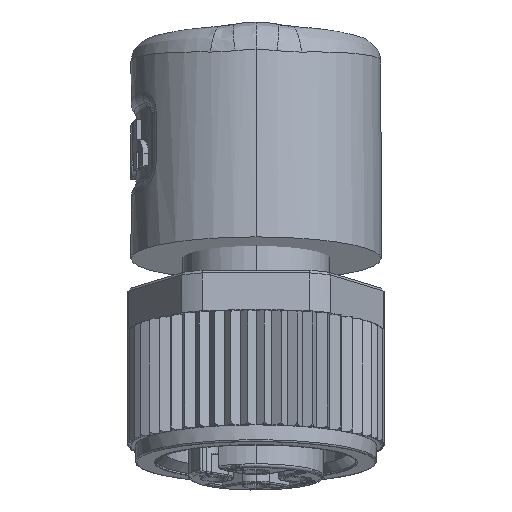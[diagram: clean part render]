
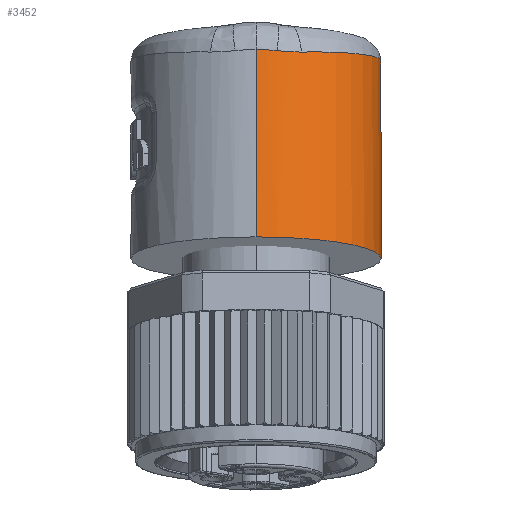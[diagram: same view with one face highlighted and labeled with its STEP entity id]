
A CAD part, front view. The second image highlights one B-rep face of the part: STEP entity #3452.
In plain terms, the highlighted cylindrical face has radius 7.5 mm (diameter 15 mm), a partial arc.
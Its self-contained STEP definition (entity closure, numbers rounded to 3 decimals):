
#3452=ADVANCED_FACE('',(#6924),#6925,.T.);
#6924=FACE_OUTER_BOUND('',#22479,.T.);
#6925=CYLINDRICAL_SURFACE('',#22480,7.5);
#22479=EDGE_LOOP('',(#33841,#33842,#33843,#33844,#33845,#33846,#33847,#33848,#33849,#33850,#33851));
#22480=AXIS2_PLACEMENT_3D('',#33852,#33853,#33854);
#33841=ORIENTED_EDGE('',*,*,#37973,.F.);
#33842=ORIENTED_EDGE('',*,*,#37977,.F.);
#33843=ORIENTED_EDGE('',*,*,#38114,.F.);
#33844=ORIENTED_EDGE('',*,*,#38115,.F.);
#33845=ORIENTED_EDGE('',*,*,#38116,.F.);
#33846=ORIENTED_EDGE('',*,*,#37979,.F.);
#33847=ORIENTED_EDGE('',*,*,#37969,.F.);
#33848=ORIENTED_EDGE('',*,*,#38117,.F.);
#33849=ORIENTED_EDGE('',*,*,#38024,.T.);
#33850=ORIENTED_EDGE('',*,*,#38118,.T.);
#33851=ORIENTED_EDGE('',*,*,#37966,.F.);
#33852=CARTESIAN_POINT('',(0.0,6.646,-7.682));
#33853=DIRECTION('',(0.0,-0.174,-0.985));
#33854=DIRECTION('',(0.0,-0.985,0.174));
#37966=EDGE_CURVE('',#43602,#43598,#43604,.T.);
#37969=EDGE_CURVE('',#43606,#43608,#43609,.T.);
#37973=EDGE_CURVE('',#43612,#43602,#43614,.T.);
#37977=EDGE_CURVE('',#43618,#43612,#43620,.T.);
#37979=EDGE_CURVE('',#43608,#43622,#43623,.T.);
#38024=EDGE_CURVE('',#43683,#43682,#43685,.T.);
#38114=EDGE_CURVE('',#43811,#43618,#43812,.T.);
#38115=EDGE_CURVE('',#43813,#43811,#43814,.T.);
#38116=EDGE_CURVE('',#43622,#43813,#43815,.T.);
#38117=EDGE_CURVE('',#43683,#43606,#43816,.T.);
#38118=EDGE_CURVE('',#43682,#43598,#43817,.T.);
#43598=VERTEX_POINT('',#55065);
#43602=VERTEX_POINT('',#55093);
#43604=B_SPLINE_CURVE_WITH_KNOTS('',3,(#55099,#55100,#55101,#55102,#55103,#55104,#55105,#55106,#55107,#55108,#55109,#55110,#55111,#55112,#55113,#55114,#55115,#55116,#55117,#55118,#55119,#55120),.UNSPECIFIED.,.F.,.F.,(4,1,1,1,1,1,1,1,1,1,1,1,1,1,1,1,1,1,1,4),(0.0,0.053,0.105,0.158,0.211,0.263,0.316,0.368,0.421,0.474,0.526,0.579,0.632,0.684,0.737,0.789,0.842,0.895,0.947,1.0),.UNSPECIFIED.);
#43606=VERTEX_POINT('',#55122);
#43608=VERTEX_POINT('',#55130);
#43609=B_SPLINE_CURVE_WITH_KNOTS('',3,(#55131,#55132,#55133,#55134,#55135,#55136,#55137,#55138),.UNSPECIFIED.,.F.,.F.,(4,1,1,1,1,4),(0.0,0.203,0.406,0.606,0.804,1.0),.UNSPECIFIED.);
#43612=VERTEX_POINT('',#55147);
#43614=B_SPLINE_CURVE_WITH_KNOTS('',3,(#55152,#55153,#55154,#55155,#55156,#55157),.UNSPECIFIED.,.F.,.F.,(4,1,1,4),(0.0,0.333,0.667,1.0),.UNSPECIFIED.);
#43618=VERTEX_POINT('',#55166);
#43620=B_SPLINE_CURVE_WITH_KNOTS('',3,(#55171,#55172,#55173,#55174,#55175,#55176),.UNSPECIFIED.,.F.,.F.,(4,1,1,4),(0.0,0.333,0.667,1.0),.UNSPECIFIED.);
#43622=VERTEX_POINT('',#55178);
#43623=B_SPLINE_CURVE_WITH_KNOTS('',3,(#55179,#55180,#55181,#55182,#55183,#55184),.UNSPECIFIED.,.F.,.F.,(4,1,1,4),(0.0,0.333,0.667,1.0),.UNSPECIFIED.);
#43682=VERTEX_POINT('',#55373);
#43683=VERTEX_POINT('',#55374);
#43685=CIRCLE('',#55376,7.5);
#43811=VERTEX_POINT('',#56087);
#43812=B_SPLINE_CURVE_WITH_KNOTS('',3,(#56088,#56089,#56090,#56091,#56092,#56093),.UNSPECIFIED.,.F.,.F.,(4,1,1,4),(0.0,0.333,0.667,1.0),.UNSPECIFIED.);
#43813=VERTEX_POINT('',#56094);
#43814=B_SPLINE_CURVE_WITH_KNOTS('',3,(#56095,#56096,#56097,#56098,#56099,#56100),.UNSPECIFIED.,.F.,.F.,(4,1,1,4),(0.0,0.333,0.667,1.0),.UNSPECIFIED.);
#43815=B_SPLINE_CURVE_WITH_KNOTS('',3,(#56101,#56102,#56103,#56104,#56105,#56106,#56107,#56108,#56109,#56110,#56111,#56112,#56113,#56114,#56115),.UNSPECIFIED.,.F.,.F.,(4,1,1,1,1,1,1,1,1,1,1,1,4),(0.0,0.083,0.167,0.25,0.333,0.417,0.5,0.583,0.667,0.75,0.833,0.917,1.0),.UNSPECIFIED.);
#43816=LINE('',#56116,#56117);
#43817=LINE('',#56118,#56119);
#55065=CARTESIAN_POINT('',(0.,14.348,-7.187));
#55093=CARTESIAN_POINT('',(6.536,11.568,-0.949));
#55099=CARTESIAN_POINT('',(6.536,11.568,-0.949));
#55100=CARTESIAN_POINT('',(6.52,11.574,-1.077));
#55101=CARTESIAN_POINT('',(6.481,11.598,-1.342));
#55102=CARTESIAN_POINT('',(6.394,11.67,-1.769));
#55103=CARTESIAN_POINT('',(6.273,11.784,-2.227));
#55104=CARTESIAN_POINT('',(6.109,11.942,-2.719));
#55105=CARTESIAN_POINT('',(5.893,12.145,-3.24));
#55106=CARTESIAN_POINT('',(5.622,12.382,-3.772));
#55107=CARTESIAN_POINT('',(5.296,12.642,-4.298));
#55108=CARTESIAN_POINT('',(4.928,12.904,-4.791));
#55109=CARTESIAN_POINT('',(4.528,13.155,-5.239));
#55110=CARTESIAN_POINT('',(4.105,13.387,-5.637));
#55111=CARTESIAN_POINT('',(3.667,13.595,-5.984));
#55112=CARTESIAN_POINT('',(3.219,13.777,-6.282));
#55113=CARTESIAN_POINT('',(2.764,13.934,-6.534));
#55114=CARTESIAN_POINT('',(2.305,14.064,-6.741));
#55115=CARTESIAN_POINT('',(1.844,14.169,-6.907));
#55116=CARTESIAN_POINT('',(1.381,14.25,-7.034));
#55117=CARTESIAN_POINT('',(0.918,14.307,-7.123));
#55118=CARTESIAN_POINT('',(0.457,14.341,-7.175));
#55119=CARTESIAN_POINT('',(0.152,14.348,-7.187));
#55120=CARTESIAN_POINT('',(0.,14.348,-7.187));
#55122=CARTESIAN_POINT('',(0.,1.239,4.847));
#55130=CARTESIAN_POINT('',(1.266,1.337,4.784));
#55131=CARTESIAN_POINT('',(0.,1.239,4.847));
#55132=CARTESIAN_POINT('',(0.086,1.239,4.847));
#55133=CARTESIAN_POINT('',(0.259,1.242,4.846));
#55134=CARTESIAN_POINT('',(0.516,1.254,4.839));
#55135=CARTESIAN_POINT('',(0.769,1.274,4.828));
#55136=CARTESIAN_POINT('',(1.019,1.302,4.81));
#55137=CARTESIAN_POINT('',(1.184,1.325,4.794));
#55138=CARTESIAN_POINT('',(1.266,1.337,4.784));
#55147=CARTESIAN_POINT('',(6.569,11.604,-0.401));
#55152=CARTESIAN_POINT('',(6.569,11.604,-0.401));
#55153=CARTESIAN_POINT('',(6.569,11.594,-0.458));
#55154=CARTESIAN_POINT('',(6.568,11.576,-0.576));
#55155=CARTESIAN_POINT('',(6.557,11.563,-0.758));
#55156=CARTESIAN_POINT('',(6.544,11.565,-0.885));
#55157=CARTESIAN_POINT('',(6.536,11.568,-0.949));
#55166=CARTESIAN_POINT('',(6.561,11.795,0.599));
#55171=CARTESIAN_POINT('',(6.561,11.795,0.599));
#55172=CARTESIAN_POINT('',(6.562,11.774,0.488));
#55173=CARTESIAN_POINT('',(6.564,11.732,0.266));
#55174=CARTESIAN_POINT('',(6.567,11.667,-0.067));
#55175=CARTESIAN_POINT('',(6.568,11.625,-0.29));
#55176=CARTESIAN_POINT('',(6.569,11.604,-0.401));
#55178=CARTESIAN_POINT('',(2.72,1.732,4.701));
#55179=CARTESIAN_POINT('',(1.266,1.337,4.784));
#55180=CARTESIAN_POINT('',(1.44,1.364,4.765));
#55181=CARTESIAN_POINT('',(1.781,1.43,4.731));
#55182=CARTESIAN_POINT('',(2.267,1.564,4.702));
#55183=CARTESIAN_POINT('',(2.572,1.673,4.699));
#55184=CARTESIAN_POINT('',(2.72,1.732,4.701));
#55373=CARTESIAN_POINT('',(0.,14.032,-8.984));
#55374=CARTESIAN_POINT('',(0.0,-0.741,-6.379));
#55376=AXIS2_PLACEMENT_3D('',#62024,#62025,#62026);
#56087=CARTESIAN_POINT('',(6.507,12.012,1.274));
#56088=CARTESIAN_POINT('',(6.507,12.012,1.274));
#56089=CARTESIAN_POINT('',(6.519,11.977,1.194));
#56090=CARTESIAN_POINT('',(6.539,11.913,1.038));
#56091=CARTESIAN_POINT('',(6.556,11.841,0.812));
#56092=CARTESIAN_POINT('',(6.561,11.808,0.669));
#56093=CARTESIAN_POINT('',(6.561,11.795,0.599));
#56094=CARTESIAN_POINT('',(5.818,13.425,3.511));
#56095=CARTESIAN_POINT('',(5.818,13.425,3.511));
#56096=CARTESIAN_POINT('',(5.945,13.22,3.248));
#56097=CARTESIAN_POINT('',(6.158,12.838,2.731));
#56098=CARTESIAN_POINT('',(6.378,12.363,1.986));
#56099=CARTESIAN_POINT('',(6.471,12.117,1.509));
#56100=CARTESIAN_POINT('',(6.507,12.012,1.274));
#56101=CARTESIAN_POINT('',(2.72,1.732,4.701));
#56102=CARTESIAN_POINT('',(3.086,1.877,4.707));
#56103=CARTESIAN_POINT('',(3.796,2.226,4.71));
#56104=CARTESIAN_POINT('',(4.763,2.904,4.689));
#56105=CARTESIAN_POINT('',(5.613,3.722,4.644));
#56106=CARTESIAN_POINT('',(6.321,4.651,4.577));
#56107=CARTESIAN_POINT('',(6.89,5.702,4.488));
#56108=CARTESIAN_POINT('',(7.282,6.819,4.381));
#56109=CARTESIAN_POINT('',(7.492,7.984,4.257));
#56110=CARTESIAN_POINT('',(7.52,9.138,4.124));
#56111=CARTESIAN_POINT('',(7.361,10.32,3.976));
#56112=CARTESIAN_POINT('',(7.019,11.445,3.823));
#56113=CARTESIAN_POINT('',(6.508,12.494,3.667));
#56114=CARTESIAN_POINT('',(6.063,13.128,3.563));
#56115=CARTESIAN_POINT('',(5.818,13.425,3.511));
#56116=CARTESIAN_POINT('',(0.0,-0.741,-6.379));
#56117=VECTOR('',#62046,11.4);
#56118=CARTESIAN_POINT('',(0.,14.032,-8.984));
#56119=VECTOR('',#62047,1.825);
#62024=CARTESIAN_POINT('',(0.0,6.646,-7.682));
#62025=DIRECTION('',(0.0,0.174,0.985));
#62026=DIRECTION('',(0.0,-0.985,0.174));
#62046=DIRECTION('',(0.,0.174,0.985));
#62047=DIRECTION('',(0.,0.174,0.985));
